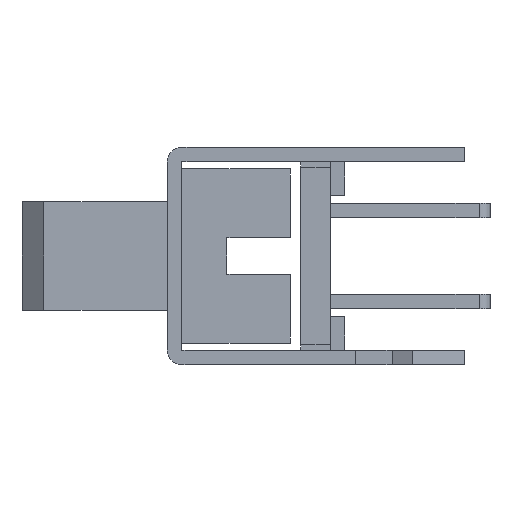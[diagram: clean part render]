
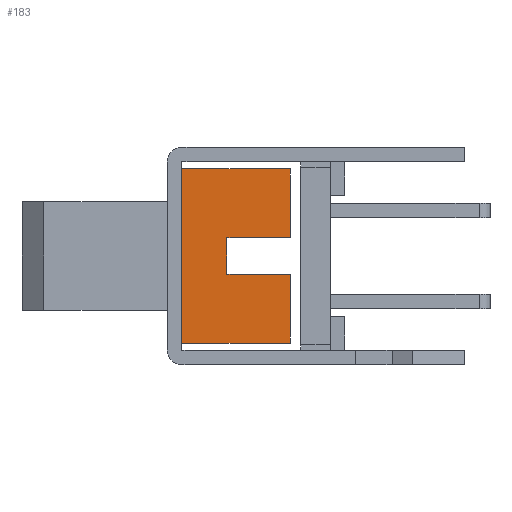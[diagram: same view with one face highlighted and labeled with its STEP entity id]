
A CAD part, left-side view. The second image highlights one B-rep face of the part: STEP entity #183.
In plain terms, the highlighted planar face has unit normal (-1, 0, 0).
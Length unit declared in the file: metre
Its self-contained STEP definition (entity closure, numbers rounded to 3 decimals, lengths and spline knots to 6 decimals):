
#183 = ADVANCED_FACE( '', ( #573 ), #574, .F. );
#573 = FACE_OUTER_BOUND( '', #1086, .T. );
#574 = PLANE( '', #1087 );
#1086 = EDGE_LOOP( '', ( #2609, #2610, #2611, #2612, #2613, #2614, #2615, #2616 ) );
#1087 = AXIS2_PLACEMENT_3D( '', #2617, #2618, #2619 );
#2609 = ORIENTED_EDGE( '', *, *, #4138, .F. );
#2610 = ORIENTED_EDGE( '', *, *, #3808, .F. );
#2611 = ORIENTED_EDGE( '', *, *, #3803, .T. );
#2612 = ORIENTED_EDGE( '', *, *, #4139, .T. );
#2613 = ORIENTED_EDGE( '', *, *, #3764, .F. );
#2614 = ORIENTED_EDGE( '', *, *, #4140, .F. );
#2615 = ORIENTED_EDGE( '', *, *, #3830, .F. );
#2616 = ORIENTED_EDGE( '', *, *, #3696, .T. );
#2617 = CARTESIAN_POINT( '', ( -0.007625, 0., 0. ) );
#2618 = DIRECTION( '', ( 1., 0., 0. ) );
#2619 = DIRECTION( '', ( 0., 1., 0. ) );
#3696 = EDGE_CURVE( '', #4537, #4550, #4552, .T. );
#3764 = EDGE_CURVE( '', #4676, #4671, #4678, .T. );
#3803 = EDGE_CURVE( '', #4743, #4748, #4750, .T. );
#3808 = EDGE_CURVE( '', #4743, #4759, #4760, .T. );
#3830 = EDGE_CURVE( '', #4537, #4798, #4799, .T. );
#4138 = EDGE_CURVE( '', #4759, #4550, #5290, .T. );
#4139 = EDGE_CURVE( '', #4748, #4671, #5291, .T. );
#4140 = EDGE_CURVE( '', #4798, #4676, #5292, .T. );
#4537 = VERTEX_POINT( '', #5892 );
#4550 = VERTEX_POINT( '', #5911 );
#4552 = LINE( '', #5914, #5915 );
#4671 = VERTEX_POINT( '', #6107 );
#4676 = VERTEX_POINT( '', #6114 );
#4678 = LINE( '', #6117, #6118 );
#4743 = VERTEX_POINT( '', #6222 );
#4748 = VERTEX_POINT( '', #6229 );
#4750 = LINE( '', #6232, #6233 );
#4759 = VERTEX_POINT( '', #6246 );
#4760 = LINE( '', #6247, #6248 );
#4798 = VERTEX_POINT( '', #6306 );
#4799 = LINE( '', #6307, #6308 );
#5290 = LINE( '', #7135, #7136 );
#5291 = LINE( '', #7137, #7138 );
#5292 = LINE( '', #7139, #7140 );
#5892 = CARTESIAN_POINT( '', ( -0.007625, 0., 0.0024 ) );
#5911 = CARTESIAN_POINT( '', ( -0.007625, 0., -0.0024 ) );
#5914 = CARTESIAN_POINT( '', ( -0.007625, 0., 0.0024 ) );
#5915 = VECTOR( '', #7584, 1. );
#6107 = CARTESIAN_POINT( '', ( -0.007625, -0.00125, 0.0005 ) );
#6114 = CARTESIAN_POINT( '', ( -0.007625, -0.003, 0.0005 ) );
#6117 = CARTESIAN_POINT( '', ( -0.007625, -0.003, 0.0005 ) );
#6118 = VECTOR( '', #7656, 1. );
#6222 = CARTESIAN_POINT( '', ( -0.007625, -0.003, -0.0005 ) );
#6229 = CARTESIAN_POINT( '', ( -0.007625, -0.00125, -0.0005 ) );
#6232 = CARTESIAN_POINT( '', ( -0.007625, -0.003, -0.0005 ) );
#6233 = VECTOR( '', #7699, 1. );
#6246 = CARTESIAN_POINT( '', ( -0.007625, -0.003, -0.0024 ) );
#6247 = CARTESIAN_POINT( '', ( -0.007625, -0.003, -0.0005 ) );
#6248 = VECTOR( '', #7704, 1. );
#6306 = CARTESIAN_POINT( '', ( -0.007625, -0.003, 0.0024 ) );
#6307 = CARTESIAN_POINT( '', ( -0.007625, 0., 0.0024 ) );
#6308 = VECTOR( '', #7728, 1. );
#7135 = CARTESIAN_POINT( '', ( -0.007625, -0.003, -0.0024 ) );
#7136 = VECTOR( '', #8056, 1. );
#7137 = CARTESIAN_POINT( '', ( -0.007625, -0.00125, -0.0005 ) );
#7138 = VECTOR( '', #8057, 1. );
#7139 = CARTESIAN_POINT( '', ( -0.007625, -0.003, 0.0024 ) );
#7140 = VECTOR( '', #8058, 1. );
#7584 = DIRECTION( '', ( 0., 0., -1. ) );
#7656 = DIRECTION( '', ( 0., 1., 0. ) );
#7699 = DIRECTION( '', ( 0., 1., 0. ) );
#7704 = DIRECTION( '', ( 0., 0., -1. ) );
#7728 = DIRECTION( '', ( 0., -1., 0. ) );
#8056 = DIRECTION( '', ( 0., 1., 0. ) );
#8057 = DIRECTION( '', ( 0., 0., 1. ) );
#8058 = DIRECTION( '', ( 0., 0., -1. ) );
